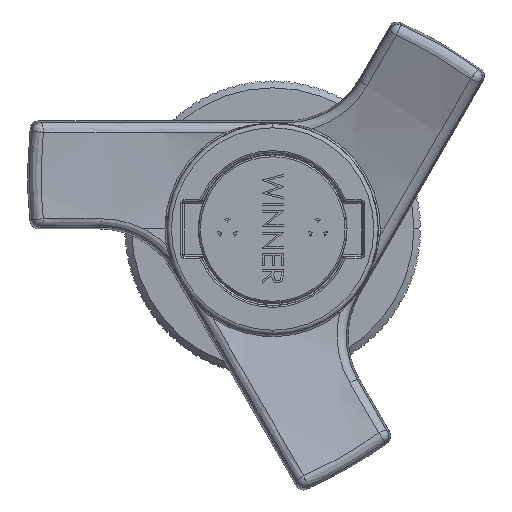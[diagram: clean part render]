
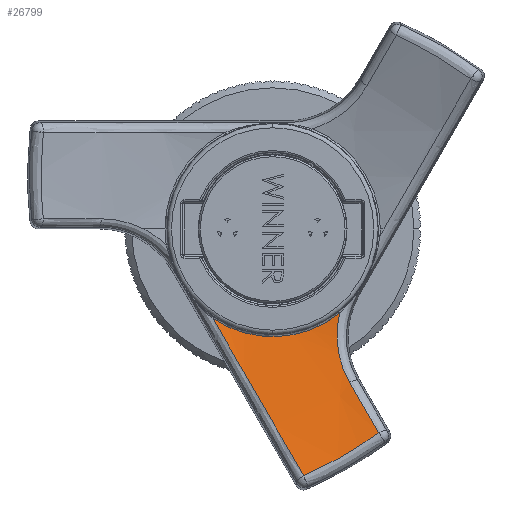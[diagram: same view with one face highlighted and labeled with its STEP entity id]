
A CAD part, left-side view. The second image highlights one B-rep face of the part: STEP entity #26799.
In plain terms, the highlighted spherical face has radius 70 mm.
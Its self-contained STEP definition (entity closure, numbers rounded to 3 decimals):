
#1882 = FACE_OUTER_BOUND ( 'NONE', #31068, .T. ) ;
#1954 = SPHERICAL_SURFACE ( 'NONE', #14621, 70. ) ;
#6582 = VERTEX_POINT ( 'NONE', #33030 ) ;
#6631 = VERTEX_POINT ( 'NONE', #33152 ) ;
#6825 = VERTEX_POINT ( 'NONE', #13527 ) ;
#6952 = VERTEX_POINT ( 'NONE', #13336 ) ;
#7153 = VERTEX_POINT ( 'NONE', #29158 ) ;
#8589 = CARTESIAN_POINT ( 'NONE',  ( -98.02, 0., 0. ) ) ;
#8631 = DIRECTION ( 'NONE',  ( 0., 1., 0. ) ) ;
#8639 = DIRECTION ( 'NONE',  ( 0., 0., 1. ) ) ;
#9380 = EDGE_CURVE ( 'NONE', #6952, #6631, #33783, .T. ) ;
#9382 = EDGE_CURVE ( 'NONE', #7153, #6825, #33610, .T. ) ;
#9383 = EDGE_CURVE ( 'NONE', #6825, #6582, #12138, .T. ) ;
#9384 = EDGE_CURVE ( 'NONE', #6582, #6952, #33583, .T. ) ;
#9385 = EDGE_CURVE ( 'NONE', #6631, #7153, #33600, .T. ) ;
#10401 = ORIENTED_EDGE ( 'NONE', *, *, #9385, .T. ) ;
#11855 = ORIENTED_EDGE ( 'NONE', *, *, #9384, .T. ) ;
#11950 = ORIENTED_EDGE ( 'NONE', *, *, #9380, .T. ) ;
#12020 = ORIENTED_EDGE ( 'NONE', *, *, #9383, .T. ) ;
#12033 = ORIENTED_EDGE ( 'NONE', *, *, #9382, .T. ) ;
#12138 = CIRCLE ( 'NONE', #33927, 12.73 ) ;
#13336 = CARTESIAN_POINT ( 'NONE',  ( -34.501, -3.676, -29.186 ) ) ;
#13527 = CARTESIAN_POINT ( 'NONE',  ( -29.187, -7.927, -9.961 ) ) ;
#14621 = AXIS2_PLACEMENT_3D ( 'NONE', #8589, #8639, #8631 ) ;
#25551 = CARTESIAN_POINT ( 'NONE',  ( -34.501, -3.676, -29.186 ) ) ;
#25552 = CARTESIAN_POINT ( 'NONE',  ( -33.045, -1.971, -26.233 ) ) ;
#25553 = CARTESIAN_POINT ( 'NONE',  ( -30.536, 2.478, -18.524 ) ) ;
#25554 = CARTESIAN_POINT ( 'NONE',  ( -31.732, -10.254, -20.167 ) ) ;
#25555 = CARTESIAN_POINT ( 'NONE',  ( -31.872, -0.22, -23.198 ) ) ;
#25579 = CARTESIAN_POINT ( 'NONE',  ( -29.565, 5.21, -13.791 ) ) ;
#25664 = CARTESIAN_POINT ( 'NONE',  ( -29.339, 6.131, -12.195 ) ) ;
#25665 = CARTESIAN_POINT ( 'NONE',  ( -29.377, -7.668, -11.377 ) ) ;
#25788 = CARTESIAN_POINT ( 'NONE',  ( -31.029, -9.091, -18.152 ) ) ;
#25794 = CARTESIAN_POINT ( 'NONE',  ( -33.499, -12.52, -24.09 ) ) ;
#25795 = CARTESIAN_POINT ( 'NONE',  ( -33.714, -9.754, -26.103 ) ) ;
#25797 = CARTESIAN_POINT ( 'NONE',  ( -34.049, -6.783, -27.812 ) ) ;
#25823 = CARTESIAN_POINT ( 'NONE',  ( -31.029, -9.091, -18.152 ) ) ;
#25828 = CARTESIAN_POINT ( 'NONE',  ( -30.616, -8.449, -16.908 ) ) ;
#25845 = CARTESIAN_POINT ( 'NONE',  ( -34.501, -3.676, -29.186 ) ) ;
#25856 = DIRECTION ( 'NONE',  ( 1., 0., 0. ) ) ;
#25857 = CARTESIAN_POINT ( 'NONE',  ( -29.187, 0., 0. ) ) ;
#25858 = DIRECTION ( 'NONE',  ( 0., 0., 1. ) ) ;
#25860 = CARTESIAN_POINT ( 'NONE',  ( -30.163, 3.385, -16.953 ) ) ;
#25861 = CARTESIAN_POINT ( 'NONE',  ( -32.557, -11.399, -22.149 ) ) ;
#25922 = CARTESIAN_POINT ( 'NONE',  ( -29.433, -7.634, -11.732 ) ) ;
#25923 = CARTESIAN_POINT ( 'NONE',  ( -29.228, -7.84, -10.311 ) ) ;
#25929 = CARTESIAN_POINT ( 'NONE',  ( -30.244, -7.991, -15.592 ) ) ;
#25930 = CARTESIAN_POINT ( 'NONE',  ( -29.76, -7.636, -13.504 ) ) ;
#25931 = CARTESIAN_POINT ( 'NONE',  ( -29.187, -7.927, -9.961 ) ) ;
#25937 = CARTESIAN_POINT ( 'NONE',  ( -30.072, -7.824, -14.913 ) ) ;
#25942 = CARTESIAN_POINT ( 'NONE',  ( -29.619, -7.601, -12.795 ) ) ;
#25944 = CARTESIAN_POINT ( 'NONE',  ( -29.187, 7.053, -10.597 ) ) ;
#25947 = CARTESIAN_POINT ( 'NONE',  ( -29.835, -7.67, -13.86 ) ) ;
#25948 = CARTESIAN_POINT ( 'NONE',  ( -33.499, -12.52, -24.09 ) ) ;
#25949 = CARTESIAN_POINT ( 'NONE',  ( -29.275, -7.771, -10.668 ) ) ;
#25950 = CARTESIAN_POINT ( 'NONE',  ( -30.817, -8.741, -17.548 ) ) ;
#25952 = CARTESIAN_POINT ( 'NONE',  ( -29.554, -7.601, -12.441 ) ) ;
#26799 = ADVANCED_FACE ( 'NONE', ( #1882 ), #1954, .F. ) ;
#29158 = CARTESIAN_POINT ( 'NONE',  ( -31.029, -9.091, -18.152 ) ) ;
#31068 = EDGE_LOOP ( 'NONE', ( #12033, #12020, #11855, #11950, #10401 ) ) ;
#33030 = CARTESIAN_POINT ( 'NONE',  ( -29.187, 7.053, -10.597 ) ) ;
#33152 = CARTESIAN_POINT ( 'NONE',  ( -33.499, -12.52, -24.09 ) ) ;
#33583 = B_SPLINE_CURVE_WITH_KNOTS ( 'NONE', 3,
 ( #25944, #25664, #25579, #25860, #25553, #25555, #25552, #25551 ),
 .UNSPECIFIED., .F., .F.,
 ( 4, 2, 2, 4 ),
 ( 0.007, 0.013, 0.018, 0.029 ),
 .UNSPECIFIED. ) ;
#33600 = B_SPLINE_CURVE_WITH_KNOTS ( 'NONE', 3,
 ( #25794, #25861, #25554, #25823 ),
 .UNSPECIFIED., .F., .F.,
 ( 4, 4 ),
 ( 0., 0.007 ),
 .UNSPECIFIED. ) ;
#33610 = B_SPLINE_CURVE_WITH_KNOTS ( 'NONE', 3,
 ( #25788, #25950, #25828, #25929, #25937, #25947, #25930, #25942, #25952, #25922, #25665, #25949, #25923, #25931 ),
 .UNSPECIFIED., .F., .F.,
 ( 4, 2, 2, 2, 2, 2, 4 ),
 ( 0., 0.002, 0.004, 0.005, 0.007, 0.008, 0.009 ),
 .UNSPECIFIED. ) ;
#33783 = B_SPLINE_CURVE_WITH_KNOTS ( 'NONE', 3,
 ( #25845, #25797, #25795, #25948 ),
 .UNSPECIFIED., .F., .F.,
 ( 4, 4 ),
 ( 0., 0.01 ),
 .UNSPECIFIED. ) ;
#33927 = AXIS2_PLACEMENT_3D ( 'NONE', #25857, #25856, #25858 ) ;
